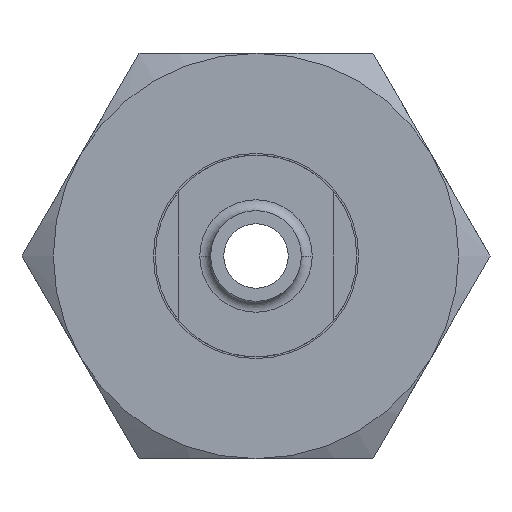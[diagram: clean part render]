
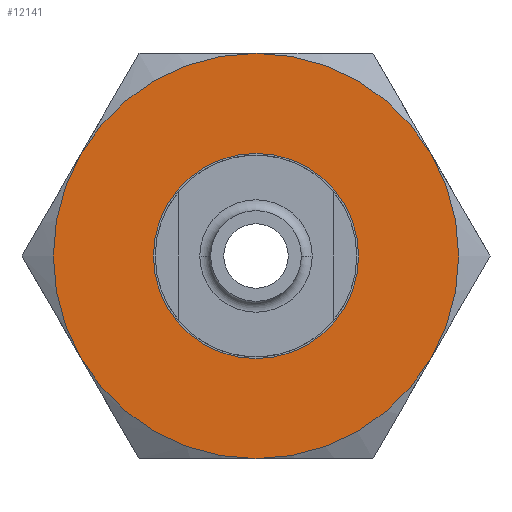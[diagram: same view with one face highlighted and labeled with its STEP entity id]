
A CAD part, left-side view. The second image highlights one B-rep face of the part: STEP entity #12141.
In plain terms, the highlighted planar face has unit normal (-1, 0, 0).
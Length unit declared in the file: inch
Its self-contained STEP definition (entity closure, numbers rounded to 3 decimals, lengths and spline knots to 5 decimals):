
#24 = FACE_BOUND ( 'NONE', #7401, .T. ) ;
#36 = AXIS2_PLACEMENT_3D ( 'NONE', #7372, #10486, #8527 ) ;
#361 = CIRCLE ( 'NONE', #2054, 0.5625 ) ;
#377 = DIRECTION ( 'NONE',  ( -1., 0., 0. ) ) ;
#381 = CARTESIAN_POINT ( 'NONE',  ( -0.9445, 0.48714, 0.28125 ) ) ;
#464 = EDGE_CURVE ( 'NONE', #13437, #3232, #5337, .T. ) ;
#538 = FACE_OUTER_BOUND ( 'NONE', #9729, .T. ) ;
#905 = ORIENTED_EDGE ( 'NONE', *, *, #13841, .F. ) ;
#986 = DIRECTION ( 'NONE',  ( 0., 0., -1. ) ) ;
#1032 = ORIENTED_EDGE ( 'NONE', *, *, #464, .F. ) ;
#1137 = DIRECTION ( 'NONE',  ( 0., 0., -1. ) ) ;
#1155 = CIRCLE ( 'NONE', #36, 0.5625 ) ;
#1338 = AXIS2_PLACEMENT_3D ( 'NONE', #4497, #12047, #2386 ) ;
#1341 = CARTESIAN_POINT ( 'NONE',  ( -0.9445, 0., 0. ) ) ;
#1672 = EDGE_CURVE ( 'NONE', #2849, #7827, #6848, .T. ) ;
#1777 = DIRECTION ( 'NONE',  ( 0., 0., -1. ) ) ;
#1817 = AXIS2_PLACEMENT_3D ( 'NONE', #10343, #377, #3871 ) ;
#2054 = AXIS2_PLACEMENT_3D ( 'NONE', #1341, #3425, #13129 ) ;
#2223 = ORIENTED_EDGE ( 'NONE', *, *, #11095, .T. ) ;
#2386 = DIRECTION ( 'NONE',  ( 0., 0., -1. ) ) ;
#2519 = VERTEX_POINT ( 'NONE', #11282 ) ;
#2719 = DIRECTION ( 'NONE',  ( 0., 0., -1. ) ) ;
#2849 = VERTEX_POINT ( 'NONE', #3520 ) ;
#3232 = VERTEX_POINT ( 'NONE', #11650 ) ;
#3233 = AXIS2_PLACEMENT_3D ( 'NONE', #8196, #13628, #2719 ) ;
#3394 = VERTEX_POINT ( 'NONE', #12893 ) ;
#3425 = DIRECTION ( 'NONE',  ( 1., 0., 0. ) ) ;
#3520 = CARTESIAN_POINT ( 'NONE',  ( -0.9445, 0., 0.28475 ) ) ;
#3752 = EDGE_CURVE ( 'NONE', #2519, #13515, #10548, .T. ) ;
#3871 = DIRECTION ( 'NONE',  ( 0., 0., 1. ) ) ;
#4045 = AXIS2_PLACEMENT_3D ( 'NONE', #9839, #11013, #7808 ) ;
#4318 = CARTESIAN_POINT ( 'NONE',  ( -0.9445, 0., 0. ) ) ;
#4401 = ORIENTED_EDGE ( 'NONE', *, *, #4763, .F. ) ;
#4497 = CARTESIAN_POINT ( 'NONE',  ( -0.9445, 0., 0. ) ) ;
#4763 = EDGE_CURVE ( 'NONE', #3232, #2519, #6478, .T. ) ;
#4961 = AXIS2_PLACEMENT_3D ( 'NONE', #13872, #7497, #986 ) ;
#5062 = ORIENTED_EDGE ( 'NONE', *, *, #3752, .F. ) ;
#5337 = CIRCLE ( 'NONE', #4045, 0.5625 ) ;
#5566 = EDGE_CURVE ( 'NONE', #7568, #13437, #361, .T. ) ;
#6281 = ORIENTED_EDGE ( 'NONE', *, *, #5566, .F. ) ;
#6478 = CIRCLE ( 'NONE', #4961, 0.5625 ) ;
#6848 = CIRCLE ( 'NONE', #6947, 0.28475 ) ;
#6858 = CIRCLE ( 'NONE', #1338, 0.5625 ) ;
#6947 = AXIS2_PLACEMENT_3D ( 'NONE', #4318, #10979, #1137 ) ;
#6951 = ORIENTED_EDGE ( 'NONE', *, *, #1672, .T. ) ;
#7372 = CARTESIAN_POINT ( 'NONE',  ( -0.9445, 0., 0. ) ) ;
#7401 = EDGE_LOOP ( 'NONE', ( #2223, #6951 ) ) ;
#7497 = DIRECTION ( 'NONE',  ( 1., 0., 0. ) ) ;
#7529 = CARTESIAN_POINT ( 'NONE',  ( -0.9445, 0., -0.28475 ) ) ;
#7568 = VERTEX_POINT ( 'NONE', #381 ) ;
#7808 = DIRECTION ( 'NONE',  ( 0., 0., -1. ) ) ;
#7827 = VERTEX_POINT ( 'NONE', #7529 ) ;
#8185 = PLANE ( 'NONE',  #1817 ) ;
#8196 = CARTESIAN_POINT ( 'NONE',  ( -0.9445, 0., 0. ) ) ;
#8216 = CIRCLE ( 'NONE', #9146, 0.28475 ) ;
#8301 = CARTESIAN_POINT ( 'NONE',  ( -0.9445, 0., 0. ) ) ;
#8527 = DIRECTION ( 'NONE',  ( 0., 0., -1. ) ) ;
#8994 = CARTESIAN_POINT ( 'NONE',  ( -0.9445, 0., 0.5625 ) ) ;
#9146 = AXIS2_PLACEMENT_3D ( 'NONE', #8301, #13589, #1777 ) ;
#9729 = EDGE_LOOP ( 'NONE', ( #905, #5062, #4401, #1032, #6281, #12257 ) ) ;
#9839 = CARTESIAN_POINT ( 'NONE',  ( -0.9445, 0., 0. ) ) ;
#10102 = CARTESIAN_POINT ( 'NONE',  ( -0.9445, 0., -0.5625 ) ) ;
#10343 = CARTESIAN_POINT ( 'NONE',  ( -0.9445, 0.28475, 0. ) ) ;
#10486 = DIRECTION ( 'NONE',  ( 1., 0., 0. ) ) ;
#10548 = CIRCLE ( 'NONE', #3233, 0.5625 ) ;
#10815 = EDGE_CURVE ( 'NONE', #3394, #7568, #6858, .T. ) ;
#10979 = DIRECTION ( 'NONE',  ( 1., 0., 0. ) ) ;
#11013 = DIRECTION ( 'NONE',  ( 1., 0., 0. ) ) ;
#11095 = EDGE_CURVE ( 'NONE', #7827, #2849, #8216, .T. ) ;
#11282 = CARTESIAN_POINT ( 'NONE',  ( -0.9445, -0.48714, -0.28125 ) ) ;
#11650 = CARTESIAN_POINT ( 'NONE',  ( -0.9445, -0.48714, 0.28125 ) ) ;
#12047 = DIRECTION ( 'NONE',  ( 1., 0., 0. ) ) ;
#12141 = ADVANCED_FACE ( 'NONE', ( #24, #538 ), #8185, .T. ) ;
#12257 = ORIENTED_EDGE ( 'NONE', *, *, #10815, .F. ) ;
#12893 = CARTESIAN_POINT ( 'NONE',  ( -0.9445, 0.48714, -0.28125 ) ) ;
#13129 = DIRECTION ( 'NONE',  ( 0., 0., -1. ) ) ;
#13437 = VERTEX_POINT ( 'NONE', #8994 ) ;
#13515 = VERTEX_POINT ( 'NONE', #10102 ) ;
#13589 = DIRECTION ( 'NONE',  ( 1., 0., 0. ) ) ;
#13628 = DIRECTION ( 'NONE',  ( 1., 0., 0. ) ) ;
#13841 = EDGE_CURVE ( 'NONE', #13515, #3394, #1155, .T. ) ;
#13872 = CARTESIAN_POINT ( 'NONE',  ( -0.9445, 0., 0. ) ) ;
